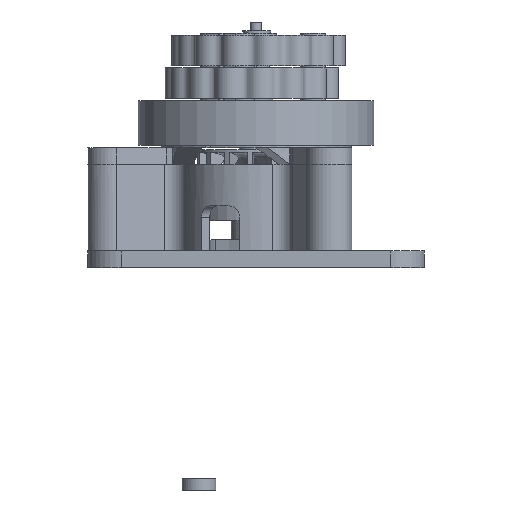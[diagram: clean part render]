
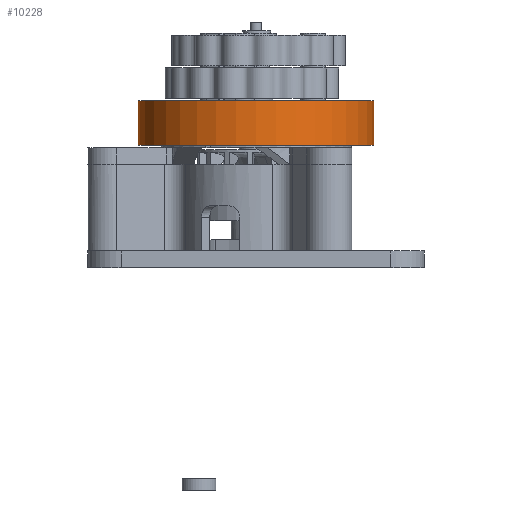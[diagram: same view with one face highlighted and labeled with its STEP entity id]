
A CAD part, left-side view. The second image highlights one B-rep face of the part: STEP entity #10228.
In plain terms, the highlighted cylindrical face has radius 10.5 mm (diameter 21 mm), a full revolution.
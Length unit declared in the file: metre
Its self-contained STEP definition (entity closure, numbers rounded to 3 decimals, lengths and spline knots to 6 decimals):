
#1471=CYLINDRICAL_SURFACE('',#11953,0.0105);
#2268=ORIENTED_EDGE('',*,*,#5126,.F.);
#2269=ORIENTED_EDGE('',*,*,#5127,.T.);
#5126=EDGE_CURVE('',#6574,#6574,#7609,.T.);
#5127=EDGE_CURVE('',#6575,#6575,#7610,.T.);
#6574=VERTEX_POINT('',#16749);
#6575=VERTEX_POINT('',#16751);
#7609=CIRCLE('',#11954,0.0105);
#7610=CIRCLE('',#11955,0.0105);
#8184=EDGE_LOOP('',(#2268));
#8185=EDGE_LOOP('',(#2269));
#8975=FACE_BOUND('',#8184,.T.);
#8976=FACE_BOUND('',#8185,.T.);
#10228=ADVANCED_FACE('',(#8975,#8976),#1471,.T.);
#11953=AXIS2_PLACEMENT_3D('',#16747,#13394,#13395);
#11954=AXIS2_PLACEMENT_3D('',#16748,#13396,#13397);
#11955=AXIS2_PLACEMENT_3D('',#16750,#13398,#13399);
#13394=DIRECTION('',(0.,0.,-1.));
#13395=DIRECTION('',(-1.,0.,0.));
#13396=DIRECTION('',(0.,0.,1.));
#13397=DIRECTION('',(1.,0.,0.));
#13398=DIRECTION('',(0.,0.,1.));
#13399=DIRECTION('',(1.,0.,0.));
#16747=CARTESIAN_POINT('',(0.,0.,0.002));
#16748=CARTESIAN_POINT('',(0.,0.,0.002));
#16749=CARTESIAN_POINT('',(0.0105,0.,0.002));
#16750=CARTESIAN_POINT('',(0.,0.,-0.002));
#16751=CARTESIAN_POINT('',(0.0105,0.,-0.002));
